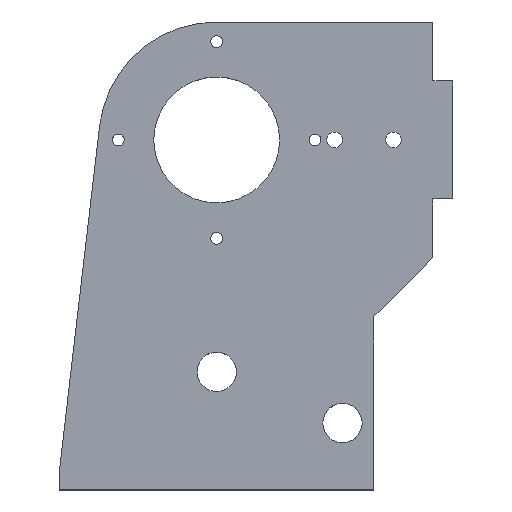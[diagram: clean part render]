
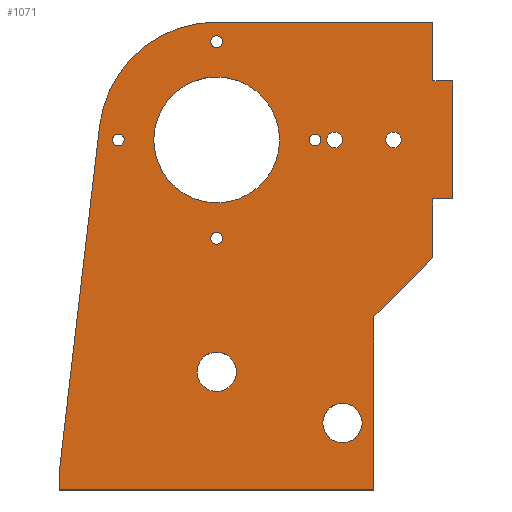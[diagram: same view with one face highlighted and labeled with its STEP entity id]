
A CAD part, top view. The second image highlights one B-rep face of the part: STEP entity #1071.
In plain terms, the highlighted planar face has unit normal (0, 0, 1).
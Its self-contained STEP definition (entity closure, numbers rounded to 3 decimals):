
#138=CARTESIAN_POINT('',(0.,89.,4.));
#139=DIRECTION('',(0.,0.,-1.));
#140=DIRECTION('',(1.,0.,0.));
#141=AXIS2_PLACEMENT_3D('',#138,#139,#140);
#143=CARTESIAN_POINT('',(0.,89.,4.));
#144=DIRECTION('',(0.,0.,-1.));
#145=DIRECTION('',(-1.,0.,0.));
#146=AXIS2_PLACEMENT_3D('',#143,#144,#145);
#148=CARTESIAN_POINT('',(30.,89.,4.));
#149=DIRECTION('',(0.,0.,1.));
#150=DIRECTION('',(1.,0.,0.));
#151=AXIS2_PLACEMENT_3D('',#148,#149,#150);
#153=CARTESIAN_POINT('',(30.,89.,4.));
#154=DIRECTION('',(0.,0.,1.));
#155=DIRECTION('',(-1.,0.,0.));
#156=AXIS2_PLACEMENT_3D('',#153,#154,#155);
#158=CARTESIAN_POINT('',(45.,89.,4.));
#159=DIRECTION('',(0.,0.,1.));
#160=DIRECTION('',(1.,0.,0.));
#161=AXIS2_PLACEMENT_3D('',#158,#159,#160);
#163=CARTESIAN_POINT('',(45.,89.,4.));
#164=DIRECTION('',(0.,0.,1.));
#165=DIRECTION('',(-1.,0.,0.));
#166=AXIS2_PLACEMENT_3D('',#163,#164,#165);
#168=CARTESIAN_POINT('',(32.,17.,4.));
#169=DIRECTION('',(0.,0.,1.));
#170=DIRECTION('',(1.,0.,0.));
#171=AXIS2_PLACEMENT_3D('',#168,#169,#170);
#173=CARTESIAN_POINT('',(32.,17.,4.));
#174=DIRECTION('',(0.,0.,1.));
#175=DIRECTION('',(-1.,0.,0.));
#176=AXIS2_PLACEMENT_3D('',#173,#174,#175);
#178=CARTESIAN_POINT('',(0.,30.,4.));
#179=DIRECTION('',(0.,0.,1.));
#180=DIRECTION('',(1.,0.,0.));
#181=AXIS2_PLACEMENT_3D('',#178,#179,#180);
#183=CARTESIAN_POINT('',(0.,30.,4.));
#184=DIRECTION('',(0.,0.,1.));
#185=DIRECTION('',(-1.,0.,0.));
#186=AXIS2_PLACEMENT_3D('',#183,#184,#185);
#188=DIRECTION('',(0.,-1.,0.));
#189=VECTOR('',#188,5.);
#190=CARTESIAN_POINT('',(-40.,5.,4.));
#191=LINE('',#190,#189);
#192=DIRECTION('',(-0.116,-0.993,0.));
#193=VECTOR('',#192,88.068);
#194=CARTESIAN_POINT('',(-29.798,92.475,4.));
#195=LINE('',#194,#193);
#196=CARTESIAN_POINT('',(0.,89.,4.));
#197=DIRECTION('',(0.,0.,1.));
#198=DIRECTION('',(0.,1.,0.));
#199=AXIS2_PLACEMENT_3D('',#196,#197,#198);
#201=DIRECTION('',(0.,1.,0.));
#202=VECTOR('',#201,15.);
#203=CARTESIAN_POINT('',(55.,104.,4.));
#204=LINE('',#203,#202);
#205=DIRECTION('',(-1.,0.,0.));
#206=VECTOR('',#205,5.);
#207=CARTESIAN_POINT('',(60.,104.,4.));
#208=LINE('',#207,#206);
#209=DIRECTION('',(0.,1.,0.));
#210=VECTOR('',#209,30.);
#211=CARTESIAN_POINT('',(60.,74.,4.));
#212=LINE('',#211,#210);
#213=DIRECTION('',(1.,0.,0.));
#214=VECTOR('',#213,5.);
#215=CARTESIAN_POINT('',(55.,74.,4.));
#216=LINE('',#215,#214);
#217=DIRECTION('',(0.,1.,0.));
#218=VECTOR('',#217,15.);
#219=CARTESIAN_POINT('',(55.,59.,4.));
#220=LINE('',#219,#218);
#221=DIRECTION('',(0.,1.,0.));
#222=VECTOR('',#221,44.);
#223=CARTESIAN_POINT('',(40.,0.,4.));
#224=LINE('',#223,#222);
#225=DIRECTION('',(1.,0.,0.));
#226=VECTOR('',#225,80.);
#227=CARTESIAN_POINT('',(-40.,0.,4.));
#228=LINE('',#227,#226);
#229=CARTESIAN_POINT('',(0.,114.,4.));
#230=DIRECTION('',(0.,0.,1.));
#231=DIRECTION('',(1.,0.,0.));
#232=AXIS2_PLACEMENT_3D('',#229,#230,#231);
#234=CARTESIAN_POINT('',(0.,114.,4.));
#235=DIRECTION('',(0.,0.,1.));
#236=DIRECTION('',(-1.,0.,0.));
#237=AXIS2_PLACEMENT_3D('',#234,#235,#236);
#239=CARTESIAN_POINT('',(25.,89.,4.));
#240=DIRECTION('',(0.,0.,1.));
#241=DIRECTION('',(1.,0.,0.));
#242=AXIS2_PLACEMENT_3D('',#239,#240,#241);
#244=CARTESIAN_POINT('',(25.,89.,4.));
#245=DIRECTION('',(0.,0.,1.));
#246=DIRECTION('',(-1.,0.,0.));
#247=AXIS2_PLACEMENT_3D('',#244,#245,#246);
#249=CARTESIAN_POINT('',(-25.,89.,4.));
#250=DIRECTION('',(0.,0.,1.));
#251=DIRECTION('',(1.,0.,0.));
#252=AXIS2_PLACEMENT_3D('',#249,#250,#251);
#254=CARTESIAN_POINT('',(-25.,89.,4.));
#255=DIRECTION('',(0.,0.,1.));
#256=DIRECTION('',(-1.,0.,0.));
#257=AXIS2_PLACEMENT_3D('',#254,#255,#256);
#259=CARTESIAN_POINT('',(0.,64.,4.));
#260=DIRECTION('',(0.,0.,1.));
#261=DIRECTION('',(1.,0.,0.));
#262=AXIS2_PLACEMENT_3D('',#259,#260,#261);
#264=CARTESIAN_POINT('',(0.,64.,4.));
#265=DIRECTION('',(0.,0.,1.));
#266=DIRECTION('',(-1.,0.,0.));
#267=AXIS2_PLACEMENT_3D('',#264,#265,#266);
#584=DIRECTION('',(-1.,0.,0.));
#585=VECTOR('',#584,55.);
#586=CARTESIAN_POINT('',(55.,119.,4.));
#587=LINE('',#586,#585);
#616=DIRECTION('',(0.707,0.707,0.));
#617=VECTOR('',#616,21.213);
#618=CARTESIAN_POINT('',(40.,44.,4.));
#619=LINE('',#618,#617);
#678=CARTESIAN_POINT('',(-40.,0.,4.));
#679=CARTESIAN_POINT('',(40.,0.,4.));
#680=VERTEX_POINT('',#678);
#681=VERTEX_POINT('',#679);
#694=CARTESIAN_POINT('',(16.,89.,4.));
#695=CARTESIAN_POINT('',(-16.,89.,4.));
#696=VERTEX_POINT('',#694);
#697=VERTEX_POINT('',#695);
#698=CARTESIAN_POINT('',(0.,119.,4.));
#700=VERTEX_POINT('',#698);
#702=CARTESIAN_POINT('',(60.,74.,4.));
#703=CARTESIAN_POINT('',(60.,104.,4.));
#704=VERTEX_POINT('',#702);
#705=VERTEX_POINT('',#703);
#712=CARTESIAN_POINT('',(55.,119.,4.));
#713=VERTEX_POINT('',#712);
#714=CARTESIAN_POINT('',(55.,74.,4.));
#715=VERTEX_POINT('',#714);
#716=CARTESIAN_POINT('',(55.,104.,4.));
#717=VERTEX_POINT('',#716);
#722=CARTESIAN_POINT('',(40.,44.,4.));
#723=VERTEX_POINT('',#722);
#724=CARTESIAN_POINT('',(55.,59.,4.));
#725=VERTEX_POINT('',#724);
#734=CARTESIAN_POINT('',(32.,89.,4.));
#735=CARTESIAN_POINT('',(28.,89.,4.));
#736=VERTEX_POINT('',#734);
#737=VERTEX_POINT('',#735);
#738=CARTESIAN_POINT('',(47.,89.,4.));
#739=CARTESIAN_POINT('',(43.,89.,4.));
#740=VERTEX_POINT('',#738);
#741=VERTEX_POINT('',#739);
#781=CARTESIAN_POINT('',(37.,17.,4.));
#782=CARTESIAN_POINT('',(27.,17.,4.));
#783=VERTEX_POINT('',#781);
#784=VERTEX_POINT('',#782);
#785=CARTESIAN_POINT('',(5.,30.,4.));
#786=CARTESIAN_POINT('',(-5.,30.,4.));
#787=VERTEX_POINT('',#785);
#788=VERTEX_POINT('',#786);
#803=CARTESIAN_POINT('',(-29.798,92.475,4.));
#805=VERTEX_POINT('',#803);
#806=CARTESIAN_POINT('',(-40.,5.,4.));
#807=VERTEX_POINT('',#806);
#826=CARTESIAN_POINT('',(1.5,114.,4.));
#827=CARTESIAN_POINT('',(-1.5,114.,4.));
#828=VERTEX_POINT('',#826);
#829=VERTEX_POINT('',#827);
#830=CARTESIAN_POINT('',(26.5,89.,4.));
#831=CARTESIAN_POINT('',(23.5,89.,4.));
#832=VERTEX_POINT('',#830);
#833=VERTEX_POINT('',#831);
#834=CARTESIAN_POINT('',(-23.5,89.,4.));
#835=CARTESIAN_POINT('',(-26.5,89.,4.));
#836=VERTEX_POINT('',#834);
#837=VERTEX_POINT('',#835);
#838=CARTESIAN_POINT('',(1.5,64.,4.));
#839=CARTESIAN_POINT('',(-1.5,64.,4.));
#840=VERTEX_POINT('',#838);
#841=VERTEX_POINT('',#839);
#988=CARTESIAN_POINT('',(0.,0.,4.));
#989=DIRECTION('',(0.,0.,1.));
#990=DIRECTION('',(1.,0.,0.));
#991=AXIS2_PLACEMENT_3D('',#988,#989,#990);
#992=PLANE('',#991);
#994=ORIENTED_EDGE('',*,*,#993,.F.);
#996=ORIENTED_EDGE('',*,*,#995,.F.);
#998=ORIENTED_EDGE('',*,*,#997,.F.);
#1000=ORIENTED_EDGE('',*,*,#999,.F.);
#1002=ORIENTED_EDGE('',*,*,#1001,.F.);
#1004=ORIENTED_EDGE('',*,*,#1003,.F.);
#1006=ORIENTED_EDGE('',*,*,#1005,.F.);
#1008=ORIENTED_EDGE('',*,*,#1007,.F.);
#1010=ORIENTED_EDGE('',*,*,#1009,.F.);
#1012=ORIENTED_EDGE('',*,*,#1011,.F.);
#1014=ORIENTED_EDGE('',*,*,#1013,.F.);
#1016=ORIENTED_EDGE('',*,*,#1015,.F.);
#1017=EDGE_LOOP('',(#994,#996,#998,#1000,#1002,#1004,#1006,#1008,#1010,#1012,
#1014,#1016));
#1018=FACE_OUTER_BOUND('',#1017,.F.);
#1020=ORIENTED_EDGE('',*,*,#1019,.T.);
#1022=ORIENTED_EDGE('',*,*,#1021,.T.);
#1023=EDGE_LOOP('',(#1020,#1022));
#1024=FACE_BOUND('',#1023,.F.);
#1026=ORIENTED_EDGE('',*,*,#1025,.T.);
#1028=ORIENTED_EDGE('',*,*,#1027,.T.);
#1029=EDGE_LOOP('',(#1026,#1028));
#1030=FACE_BOUND('',#1029,.F.);
#1032=ORIENTED_EDGE('',*,*,#1031,.T.);
#1034=ORIENTED_EDGE('',*,*,#1033,.T.);
#1035=EDGE_LOOP('',(#1032,#1034));
#1036=FACE_BOUND('',#1035,.F.);
#1038=ORIENTED_EDGE('',*,*,#1037,.T.);
#1040=ORIENTED_EDGE('',*,*,#1039,.T.);
#1041=EDGE_LOOP('',(#1038,#1040));
#1042=FACE_BOUND('',#1041,.F.);
#1043=ORIENTED_EDGE('',*,*,#968,.F.);
#1044=ORIENTED_EDGE('',*,*,#982,.F.);
#1045=EDGE_LOOP('',(#1043,#1044));
#1046=FACE_BOUND('',#1045,.F.);
#1048=ORIENTED_EDGE('',*,*,#1047,.T.);
#1050=ORIENTED_EDGE('',*,*,#1049,.T.);
#1051=EDGE_LOOP('',(#1048,#1050));
#1052=FACE_BOUND('',#1051,.F.);
#1054=ORIENTED_EDGE('',*,*,#1053,.T.);
#1056=ORIENTED_EDGE('',*,*,#1055,.T.);
#1057=EDGE_LOOP('',(#1054,#1056));
#1058=FACE_BOUND('',#1057,.F.);
#1060=ORIENTED_EDGE('',*,*,#1059,.T.);
#1062=ORIENTED_EDGE('',*,*,#1061,.T.);
#1063=EDGE_LOOP('',(#1060,#1062));
#1064=FACE_BOUND('',#1063,.F.);
#1066=ORIENTED_EDGE('',*,*,#1065,.T.);
#1068=ORIENTED_EDGE('',*,*,#1067,.T.);
#1069=EDGE_LOOP('',(#1066,#1068));
#1070=FACE_BOUND('',#1069,.F.);
#1071=ADVANCED_FACE('',(#1018,#1024,#1030,#1036,#1042,#1046,#1052,#1058,#1064,
#1070),#992,.T.);
#142=CIRCLE('',#141,16.);
#147=CIRCLE('',#146,16.);
#152=CIRCLE('',#151,2.);
#157=CIRCLE('',#156,2.);
#162=CIRCLE('',#161,2.);
#167=CIRCLE('',#166,2.);
#172=CIRCLE('',#171,5.);
#177=CIRCLE('',#176,5.);
#182=CIRCLE('',#181,5.);
#187=CIRCLE('',#186,5.);
#200=CIRCLE('',#199,30.);
#233=CIRCLE('',#232,1.5);
#238=CIRCLE('',#237,1.5);
#243=CIRCLE('',#242,1.5);
#248=CIRCLE('',#247,1.5);
#253=CIRCLE('',#252,1.5);
#258=CIRCLE('',#257,1.5);
#263=CIRCLE('',#262,1.5);
#268=CIRCLE('',#267,1.5);
#968=EDGE_CURVE('',#696,#697,#142,.T.);
#982=EDGE_CURVE('',#697,#696,#147,.T.);
#993=EDGE_CURVE('',#807,#680,#191,.T.);
#995=EDGE_CURVE('',#805,#807,#195,.T.);
#997=EDGE_CURVE('',#700,#805,#200,.T.);
#999=EDGE_CURVE('',#713,#700,#587,.T.);
#1001=EDGE_CURVE('',#717,#713,#204,.T.);
#1003=EDGE_CURVE('',#705,#717,#208,.T.);
#1005=EDGE_CURVE('',#704,#705,#212,.T.);
#1007=EDGE_CURVE('',#715,#704,#216,.T.);
#1009=EDGE_CURVE('',#725,#715,#220,.T.);
#1011=EDGE_CURVE('',#723,#725,#619,.T.);
#1013=EDGE_CURVE('',#681,#723,#224,.T.);
#1015=EDGE_CURVE('',#680,#681,#228,.T.);
#1019=EDGE_CURVE('',#736,#737,#152,.T.);
#1021=EDGE_CURVE('',#737,#736,#157,.T.);
#1025=EDGE_CURVE('',#740,#741,#162,.T.);
#1027=EDGE_CURVE('',#741,#740,#167,.T.);
#1031=EDGE_CURVE('',#783,#784,#172,.T.);
#1033=EDGE_CURVE('',#784,#783,#177,.T.);
#1037=EDGE_CURVE('',#787,#788,#182,.T.);
#1039=EDGE_CURVE('',#788,#787,#187,.T.);
#1047=EDGE_CURVE('',#828,#829,#233,.T.);
#1049=EDGE_CURVE('',#829,#828,#238,.T.);
#1053=EDGE_CURVE('',#832,#833,#243,.T.);
#1055=EDGE_CURVE('',#833,#832,#248,.T.);
#1059=EDGE_CURVE('',#836,#837,#253,.T.);
#1061=EDGE_CURVE('',#837,#836,#258,.T.);
#1065=EDGE_CURVE('',#840,#841,#263,.T.);
#1067=EDGE_CURVE('',#841,#840,#268,.T.);
